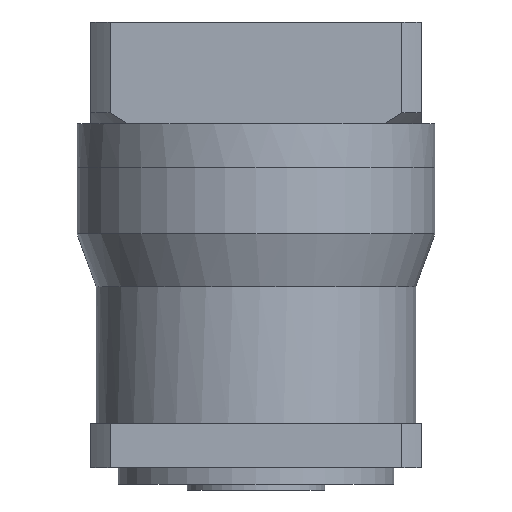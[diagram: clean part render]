
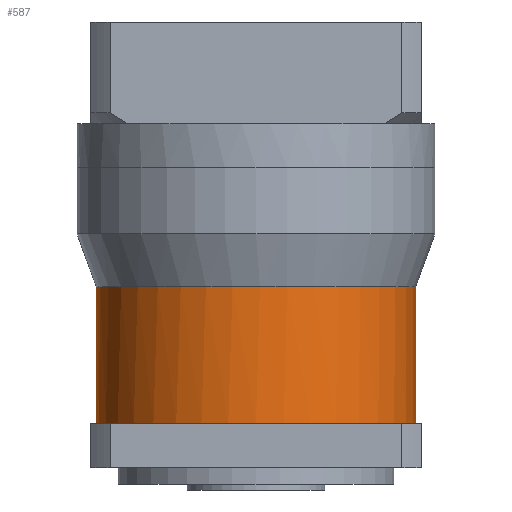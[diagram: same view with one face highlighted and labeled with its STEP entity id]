
A CAD part, front view. The second image highlights one B-rep face of the part: STEP entity #587.
In plain terms, the highlighted cylindrical face has radius 29 mm (diameter 58 mm), a partial arc.
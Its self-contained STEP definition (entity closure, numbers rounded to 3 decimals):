
#85 = ORIENTED_EDGE ( 'NONE', *, *, #3796, .T. ) ;
#150 = CIRCLE ( 'NONE', #5266, 29. ) ;
#217 = CARTESIAN_POINT ( 'NONE',  ( 28.072, -7.519, -29.62 ) ) ;
#391 = ORIENTED_EDGE ( 'NONE', *, *, #3751, .F. ) ;
#448 = CARTESIAN_POINT ( 'NONE',  ( -14.533, -25.167, -29.62 ) ) ;
#587 = ADVANCED_FACE ( 'NONE', ( #1440 ), #6218, .T. ) ;
#671 = EDGE_LOOP ( 'NONE', ( #391, #6236, #85, #1625 ) ) ;
#748 = CARTESIAN_POINT ( 'NONE',  ( 26.066, -12.851, -29.62 ) ) ;
#972 = CARTESIAN_POINT ( 'NONE',  ( -19.164, -21.848, -29.62 ) ) ;
#1025 = CARTESIAN_POINT ( 'NONE',  ( -29., 0., -62.5 ) ) ;
#1267 = CARTESIAN_POINT ( 'NONE',  ( 23.058, -17.69, -29.62 ) ) ;
#1287 = VERTEX_POINT ( 'NONE', #3949 ) ;
#1377 = VERTEX_POINT ( 'NONE', #3998 ) ;
#1440 = FACE_OUTER_BOUND ( 'NONE', #671, .T. ) ;
#1498 = CARTESIAN_POINT ( 'NONE',  ( -23.058, -17.69, -29.62 ) ) ;
#1625 = ORIENTED_EDGE ( 'NONE', *, *, #4208, .T. ) ;
#1782 = CARTESIAN_POINT ( 'NONE',  ( 19.164, -21.848, -29.62 ) ) ;
#1840 = CARTESIAN_POINT ( 'NONE',  ( 9.344, -27.519, -29.62 ) ) ;
#1990 = CARTESIAN_POINT ( 'NONE',  ( 3.796, -28.813, -29.62 ) ) ;
#2015 = CARTESIAN_POINT ( 'NONE',  ( -26.066, -12.851, -29.62 ) ) ;
#2190 = VECTOR ( 'NONE', #6159, 1000. ) ;
#2208 = CARTESIAN_POINT ( 'NONE',  ( 12.851, -26.066, -29.62 ) ) ;
#2273 = VERTEX_POINT ( 'NONE', #6107 ) ;
#2286 = CARTESIAN_POINT ( 'NONE',  ( 29., -1.898, -29.62 ) ) ;
#2298 = AXIS2_PLACEMENT_3D ( 'NONE', #2832, #2928, #2550 ) ;
#2310 = CARTESIAN_POINT ( 'NONE',  ( 14.533, -25.167, -29.62 ) ) ;
#2517 = CARTESIAN_POINT ( 'NONE',  ( -1.898, -29., -29.62 ) ) ;
#2541 = CARTESIAN_POINT ( 'NONE',  ( -28.072, -7.519, -29.62 ) ) ;
#2550 = DIRECTION ( 'NONE',  ( 1., 0., 0. ) ) ;
#2570 = CARTESIAN_POINT ( 'NONE',  ( 28.999, 0., -29.62 ) ) ;
#2789 = DIRECTION ( 'NONE',  ( 0., 0., -1. ) ) ;
#2832 = CARTESIAN_POINT ( 'NONE',  ( 0., 0., -62.5 ) ) ;
#2928 = DIRECTION ( 'NONE',  ( 0., 0., 1. ) ) ;
#3033 = CARTESIAN_POINT ( 'NONE',  ( -7.519, -28.072, -29.62 ) ) ;
#3060 = CARTESIAN_POINT ( 'NONE',  ( -29., -1.898, -29.62 ) ) ;
#3128 = CARTESIAN_POINT ( 'NONE',  ( 29., 0., -62.5 ) ) ;
#3327 = CARTESIAN_POINT ( 'NONE',  ( 28.813, -3.796, -29.62 ) ) ;
#3565 = CARTESIAN_POINT ( 'NONE',  ( -12.851, -26.066, -29.62 ) ) ;
#3586 = LINE ( 'NONE', #1025, #3741 ) ;
#3741 = VECTOR ( 'NONE', #4630, 1000. ) ;
#3751 = EDGE_CURVE ( 'NONE', #2273, #1287, #3586, .T. ) ;
#3796 = EDGE_CURVE ( 'NONE', #1377, #5114, #6251, .T. ) ;
#3847 = CARTESIAN_POINT ( 'NONE',  ( 27.519, -9.344, -29.62 ) ) ;
#3949 = CARTESIAN_POINT ( 'NONE',  ( -28.999, 0., -29.62 ) ) ;
#3998 = CARTESIAN_POINT ( 'NONE',  ( 29., 0., -54.5 ) ) ;
#4063 = CARTESIAN_POINT ( 'NONE',  ( -17.69, -23.058, -29.62 ) ) ;
#4170 = EDGE_CURVE ( 'NONE', #1377, #2273, #150, .T. ) ;
#4208 = EDGE_CURVE ( 'NONE', #5114, #1287, #5455, .T. ) ;
#4356 = CARTESIAN_POINT ( 'NONE',  ( 25.167, -14.533, -29.62 ) ) ;
#4583 = CARTESIAN_POINT ( 'NONE',  ( -21.848, -19.164, -29.62 ) ) ;
#4630 = DIRECTION ( 'NONE',  ( 0., 0., 1. ) ) ;
#4878 = CARTESIAN_POINT ( 'NONE',  ( 21.848, -19.164, -29.62 ) ) ;
#5064 = CARTESIAN_POINT ( 'NONE',  ( 7.519, -28.072, -29.62 ) ) ;
#5087 = CARTESIAN_POINT ( 'NONE',  ( -25.167, -14.533, -29.62 ) ) ;
#5114 = VERTEX_POINT ( 'NONE', #2570 ) ;
#5266 = AXIS2_PLACEMENT_3D ( 'NONE', #5837, #2789, #6321 ) ;
#5370 = CARTESIAN_POINT ( 'NONE',  ( 17.69, -23.058, -29.62 ) ) ;
#5455 = B_SPLINE_CURVE_WITH_KNOTS ( 'NONE', 3,
 ( #5857, #2286, #3327, #217, #3847, #748, #4356, #1267, #4878, #1782, #5370, #2310, #2208, #1840, #5064, #1990, #5570, #2517, #6068, #3033, #6558, #3565, #448, #4063, #972, #4583, #1498, #5087, #2015, #5592, #2541, #6086, #3060, #6582 ),
 .UNSPECIFIED., .F., .F.,
 ( 4, 2, 2, 2, 2, 2, 2, 2, 2, 2, 2, 2, 2, 2, 2, 2, 4 ),
 ( 0.5, 0.531, 0.563, 0.594, 0.625, 0.656, 0.688, 0.719, 0.75, 0.781, 0.813, 0.844, 0.875, 0.906, 0.938, 0.969, 1. ),
 .UNSPECIFIED. ) ;
#5570 = CARTESIAN_POINT ( 'NONE',  ( 1.898, -29., -29.62 ) ) ;
#5592 = CARTESIAN_POINT ( 'NONE',  ( -27.519, -9.344, -29.62 ) ) ;
#5837 = CARTESIAN_POINT ( 'NONE',  ( 0., 0., -54.5 ) ) ;
#5857 = CARTESIAN_POINT ( 'NONE',  ( 28.999, 0., -29.62 ) ) ;
#6068 = CARTESIAN_POINT ( 'NONE',  ( -3.796, -28.813, -29.62 ) ) ;
#6086 = CARTESIAN_POINT ( 'NONE',  ( -28.813, -3.796, -29.62 ) ) ;
#6107 = CARTESIAN_POINT ( 'NONE',  ( -29., 0., -54.5 ) ) ;
#6159 = DIRECTION ( 'NONE',  ( 0., 0., 1. ) ) ;
#6218 = CYLINDRICAL_SURFACE ( 'NONE', #2298, 29. ) ;
#6236 = ORIENTED_EDGE ( 'NONE', *, *, #4170, .F. ) ;
#6251 = LINE ( 'NONE', #3128, #2190 ) ;
#6321 = DIRECTION ( 'NONE',  ( -1., 0., 0. ) ) ;
#6558 = CARTESIAN_POINT ( 'NONE',  ( -9.344, -27.519, -29.62 ) ) ;
#6582 = CARTESIAN_POINT ( 'NONE',  ( -28.999, 0., -29.62 ) ) ;
